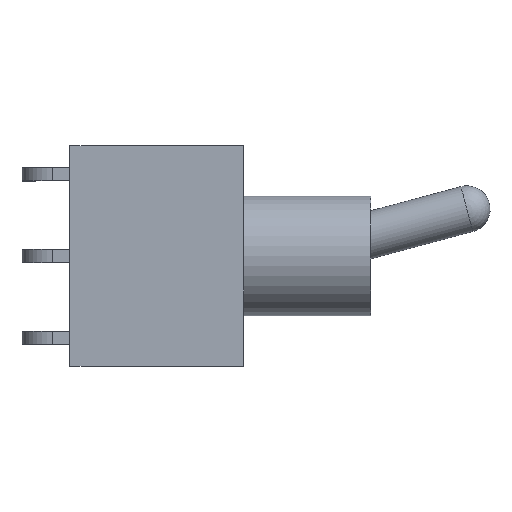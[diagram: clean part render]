
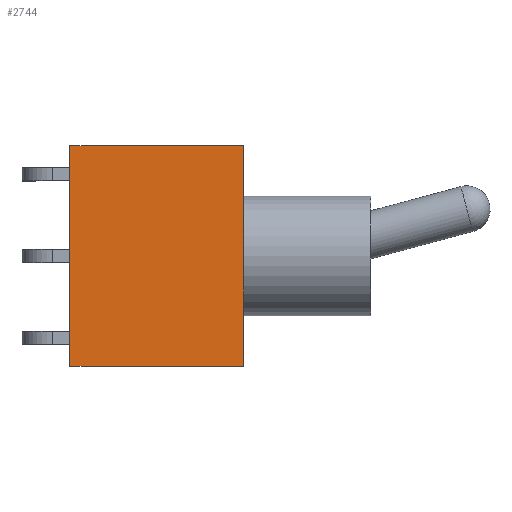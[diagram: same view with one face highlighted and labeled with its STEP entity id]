
A CAD part, top view. The second image highlights one B-rep face of the part: STEP entity #2744.
In plain terms, the highlighted planar face has unit normal (0, 0, 1).
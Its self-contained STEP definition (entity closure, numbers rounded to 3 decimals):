
#1023 = VERTEX_POINT('',#1024);
#1024 = CARTESIAN_POINT('',(12.4,0.,6.885));
#1061 = PLANE('',#1062);
#1062 = AXIS2_PLACEMENT_3D('',#1063,#1064,#1065);
#1063 = CARTESIAN_POINT('',(12.4,6.35,6.885));
#1064 = DIRECTION('',(-1.,0.,0.));
#1065 = DIRECTION('',(0.,-1.,0.));
#1116 = PLANE('',#1117);
#1117 = AXIS2_PLACEMENT_3D('',#1118,#1119,#1120);
#1118 = CARTESIAN_POINT('',(12.4,6.35,6.885));
#1119 = DIRECTION('',(-1.,0.,0.));
#1120 = DIRECTION('',(0.,-1.,0.));
#1639 = PLANE('',#1640);
#1640 = AXIS2_PLACEMENT_3D('',#1641,#1642,#1643);
#1641 = CARTESIAN_POINT('',(12.4,-6.35,0.025));
#1642 = DIRECTION('',(0.,1.,0.));
#1643 = DIRECTION('',(-1.,0.,0.));
#1667 = PLANE('',#1668);
#1668 = AXIS2_PLACEMENT_3D('',#1669,#1670,#1671);
#1669 = CARTESIAN_POINT('',(2.4,6.35,6.885));
#1670 = DIRECTION('',(1.,0.,0.));
#1671 = DIRECTION('',(0.,1.,0.));
#1695 = PLANE('',#1696);
#1696 = AXIS2_PLACEMENT_3D('',#1697,#1698,#1699);
#1697 = CARTESIAN_POINT('',(12.4,6.35,0.025));
#1698 = DIRECTION('',(0.,1.,0.));
#1699 = DIRECTION('',(-1.,0.,0.));
#1983 = VERTEX_POINT('',#1984);
#1984 = CARTESIAN_POINT('',(2.4,-6.35,6.885));
#2005 = EDGE_CURVE('',#2006,#1983,#2008,.T.);
#2006 = VERTEX_POINT('',#2007);
#2007 = CARTESIAN_POINT('',(2.4,6.35,6.885));
#2008 = SURFACE_CURVE('',#2009,(#2013,#2020),.PCURVE_S1.);
#2009 = LINE('',#2010,#2011);
#2010 = CARTESIAN_POINT('',(2.4,6.35,6.885));
#2011 = VECTOR('',#2012,1.);
#2012 = DIRECTION('',(0.,-1.,0.));
#2013 = PCURVE('',#1667,#2014);
#2014 = DEFINITIONAL_REPRESENTATION('',(#2015),#2019);
#2015 = LINE('',#2016,#2017);
#2016 = CARTESIAN_POINT('',(0.,0.));
#2017 = VECTOR('',#2018,1.);
#2018 = DIRECTION('',(-1.,0.));
#2019 = ( GEOMETRIC_REPRESENTATION_CONTEXT(2) 
PARAMETRIC_REPRESENTATION_CONTEXT() REPRESENTATION_CONTEXT('2D SPACE',''
  ) );
#2020 = PCURVE('',#2021,#2026);
#2021 = PLANE('',#2022);
#2022 = AXIS2_PLACEMENT_3D('',#2023,#2024,#2025);
#2023 = CARTESIAN_POINT('',(12.4,6.35,6.885));
#2024 = DIRECTION('',(0.,0.,-1.));
#2025 = DIRECTION('',(-1.,0.,0.));
#2026 = DEFINITIONAL_REPRESENTATION('',(#2027),#2031);
#2027 = LINE('',#2028,#2029);
#2028 = CARTESIAN_POINT('',(10.,0.));
#2029 = VECTOR('',#2030,1.);
#2030 = DIRECTION('',(0.,-1.));
#2031 = ( GEOMETRIC_REPRESENTATION_CONTEXT(2) 
PARAMETRIC_REPRESENTATION_CONTEXT() REPRESENTATION_CONTEXT('2D SPACE',''
  ) );
#2555 = EDGE_CURVE('',#1023,#2556,#2558,.T.);
#2556 = VERTEX_POINT('',#2557);
#2557 = CARTESIAN_POINT('',(12.4,-6.35,6.885));
#2558 = SURFACE_CURVE('',#2559,(#2563,#2570),.PCURVE_S1.);
#2559 = LINE('',#2560,#2561);
#2560 = CARTESIAN_POINT('',(12.4,6.35,6.885));
#2561 = VECTOR('',#2562,1.);
#2562 = DIRECTION('',(0.,-1.,0.));
#2563 = PCURVE('',#1116,#2564);
#2564 = DEFINITIONAL_REPRESENTATION('',(#2565),#2569);
#2565 = LINE('',#2566,#2567);
#2566 = CARTESIAN_POINT('',(0.,0.));
#2567 = VECTOR('',#2568,1.);
#2568 = DIRECTION('',(1.,0.));
#2569 = ( GEOMETRIC_REPRESENTATION_CONTEXT(2) 
PARAMETRIC_REPRESENTATION_CONTEXT() REPRESENTATION_CONTEXT('2D SPACE',''
  ) );
#2570 = PCURVE('',#2021,#2571);
#2571 = DEFINITIONAL_REPRESENTATION('',(#2572),#2576);
#2572 = LINE('',#2573,#2574);
#2573 = CARTESIAN_POINT('',(0.,0.));
#2574 = VECTOR('',#2575,1.);
#2575 = DIRECTION('',(0.,-1.));
#2576 = ( GEOMETRIC_REPRESENTATION_CONTEXT(2) 
PARAMETRIC_REPRESENTATION_CONTEXT() REPRESENTATION_CONTEXT('2D SPACE',''
  ) );
#2701 = VERTEX_POINT('',#2702);
#2702 = CARTESIAN_POINT('',(12.4,6.35,6.885));
#2723 = EDGE_CURVE('',#2701,#1023,#2724,.T.);
#2724 = SURFACE_CURVE('',#2725,(#2729,#2736),.PCURVE_S1.);
#2725 = LINE('',#2726,#2727);
#2726 = CARTESIAN_POINT('',(12.4,6.35,6.885));
#2727 = VECTOR('',#2728,1.);
#2728 = DIRECTION('',(0.,-1.,0.));
#2729 = PCURVE('',#1061,#2730);
#2730 = DEFINITIONAL_REPRESENTATION('',(#2731),#2735);
#2731 = LINE('',#2732,#2733);
#2732 = CARTESIAN_POINT('',(0.,0.));
#2733 = VECTOR('',#2734,1.);
#2734 = DIRECTION('',(1.,0.));
#2735 = ( GEOMETRIC_REPRESENTATION_CONTEXT(2) 
PARAMETRIC_REPRESENTATION_CONTEXT() REPRESENTATION_CONTEXT('2D SPACE',''
  ) );
#2736 = PCURVE('',#2021,#2737);
#2737 = DEFINITIONAL_REPRESENTATION('',(#2738),#2742);
#2738 = LINE('',#2739,#2740);
#2739 = CARTESIAN_POINT('',(0.,0.));
#2740 = VECTOR('',#2741,1.);
#2741 = DIRECTION('',(0.,-1.));
#2742 = ( GEOMETRIC_REPRESENTATION_CONTEXT(2) 
PARAMETRIC_REPRESENTATION_CONTEXT() REPRESENTATION_CONTEXT('2D SPACE',''
  ) );
#2744 = ADVANCED_FACE('',(#2745),#2021,.F.);
#2745 = FACE_BOUND('',#2746,.T.);
#2746 = EDGE_LOOP('',(#2747,#2768,#2769,#2770,#2791));
#2747 = ORIENTED_EDGE('',*,*,#2748,.T.);
#2748 = EDGE_CURVE('',#1983,#2556,#2749,.T.);
#2749 = SURFACE_CURVE('',#2750,(#2754,#2761),.PCURVE_S1.);
#2750 = LINE('',#2751,#2752);
#2751 = CARTESIAN_POINT('',(12.4,-6.35,6.885));
#2752 = VECTOR('',#2753,1.);
#2753 = DIRECTION('',(1.,0.,0.));
#2754 = PCURVE('',#2021,#2755);
#2755 = DEFINITIONAL_REPRESENTATION('',(#2756),#2760);
#2756 = LINE('',#2757,#2758);
#2757 = CARTESIAN_POINT('',(0.,-12.7));
#2758 = VECTOR('',#2759,1.);
#2759 = DIRECTION('',(-1.,0.));
#2760 = ( GEOMETRIC_REPRESENTATION_CONTEXT(2) 
PARAMETRIC_REPRESENTATION_CONTEXT() REPRESENTATION_CONTEXT('2D SPACE',''
  ) );
#2761 = PCURVE('',#1639,#2762);
#2762 = DEFINITIONAL_REPRESENTATION('',(#2763),#2767);
#2763 = LINE('',#2764,#2765);
#2764 = CARTESIAN_POINT('',(0.,6.86));
#2765 = VECTOR('',#2766,1.);
#2766 = DIRECTION('',(-1.,0.));
#2767 = ( GEOMETRIC_REPRESENTATION_CONTEXT(2) 
PARAMETRIC_REPRESENTATION_CONTEXT() REPRESENTATION_CONTEXT('2D SPACE',''
  ) );
#2768 = ORIENTED_EDGE('',*,*,#2555,.F.);
#2769 = ORIENTED_EDGE('',*,*,#2723,.F.);
#2770 = ORIENTED_EDGE('',*,*,#2771,.F.);
#2771 = EDGE_CURVE('',#2006,#2701,#2772,.T.);
#2772 = SURFACE_CURVE('',#2773,(#2777,#2784),.PCURVE_S1.);
#2773 = LINE('',#2774,#2775);
#2774 = CARTESIAN_POINT('',(12.4,6.35,6.885));
#2775 = VECTOR('',#2776,1.);
#2776 = DIRECTION('',(1.,0.,0.));
#2777 = PCURVE('',#2021,#2778);
#2778 = DEFINITIONAL_REPRESENTATION('',(#2779),#2783);
#2779 = LINE('',#2780,#2781);
#2780 = CARTESIAN_POINT('',(0.,0.));
#2781 = VECTOR('',#2782,1.);
#2782 = DIRECTION('',(-1.,0.));
#2783 = ( GEOMETRIC_REPRESENTATION_CONTEXT(2) 
PARAMETRIC_REPRESENTATION_CONTEXT() REPRESENTATION_CONTEXT('2D SPACE',''
  ) );
#2784 = PCURVE('',#1695,#2785);
#2785 = DEFINITIONAL_REPRESENTATION('',(#2786),#2790);
#2786 = LINE('',#2787,#2788);
#2787 = CARTESIAN_POINT('',(0.,6.86));
#2788 = VECTOR('',#2789,1.);
#2789 = DIRECTION('',(-1.,0.));
#2790 = ( GEOMETRIC_REPRESENTATION_CONTEXT(2) 
PARAMETRIC_REPRESENTATION_CONTEXT() REPRESENTATION_CONTEXT('2D SPACE',''
  ) );
#2791 = ORIENTED_EDGE('',*,*,#2005,.T.);
